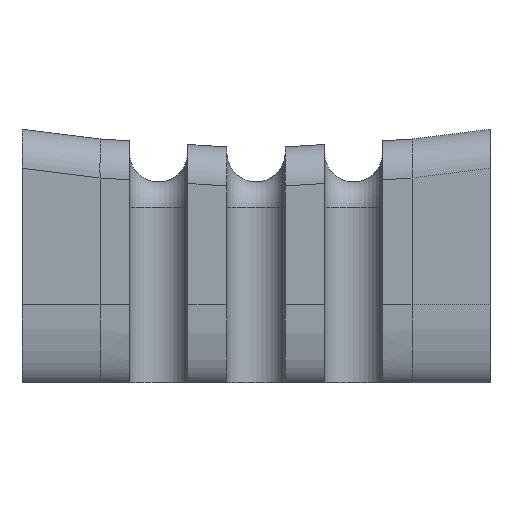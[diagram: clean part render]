
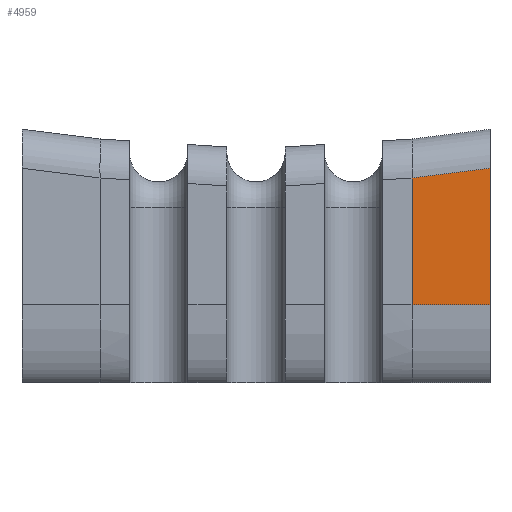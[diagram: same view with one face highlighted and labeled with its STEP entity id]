
A CAD part, front view. The second image highlights one B-rep face of the part: STEP entity #4959.
In plain terms, the highlighted free-form (B-spline) face has degree [1, 1] with [2, 2] control points.
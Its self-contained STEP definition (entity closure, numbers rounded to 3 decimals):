
#1042 = PLANE('',#1043);
#1043 = AXIS2_PLACEMENT_3D('',#1044,#1045,#1046);
#1044 = CARTESIAN_POINT('',(-6.,-18.953,10.177));
#1045 = DIRECTION('',(1.,0.,0.));
#1046 = DIRECTION('',(0.,1.,0.));
#2604 = VERTEX_POINT('',#2605);
#2605 = CARTESIAN_POINT('',(-6.,-31.2,4.));
#2624 = B_SPLINE_SURFACE_WITH_KNOTS('',8,1,(
    (#2625,#2626)
    ,(#2627,#2628)
    ,(#2629,#2630)
    ,(#2631,#2632)
    ,(#2633,#2634)
    ,(#2635,#2636)
    ,(#2637,#2638)
    ,(#2639,#2640)
    ,(#2641,#2642
    )),.UNSPECIFIED.,.F.,.F.,.F.,(9,9),(2,2),(0.,1.571),(0.,1.)
  ,.PIECEWISE_BEZIER_KNOTS.);
#2625 = CARTESIAN_POINT('',(-10.,-30.,0.));
#2626 = CARTESIAN_POINT('',(-6.,-30.,0.));
#2627 = CARTESIAN_POINT('',(-10.,-30.236,0.));
#2628 = CARTESIAN_POINT('',(-6.,-30.236,0.));
#2629 = CARTESIAN_POINT('',(-10.,-30.471,0.176));
#2630 = CARTESIAN_POINT('',(-6.,-30.471,0.176));
#2631 = CARTESIAN_POINT('',(-10.,-30.693,0.529));
#2632 = CARTESIAN_POINT('',(-6.,-30.693,0.529));
#2633 = CARTESIAN_POINT('',(-10.,-30.887,1.043));
#2634 = CARTESIAN_POINT('',(-6.,-30.887,1.043));
#2635 = CARTESIAN_POINT('',(-10.,-31.041,1.69));
#2636 = CARTESIAN_POINT('',(-6.,-31.041,1.69));
#2637 = CARTESIAN_POINT('',(-10.,-31.147,2.429));
#2638 = CARTESIAN_POINT('',(-6.,-31.147,2.429));
#2639 = CARTESIAN_POINT('',(-10.,-31.2,3.215));
#2640 = CARTESIAN_POINT('',(-6.,-31.2,3.215));
#2641 = CARTESIAN_POINT('',(-10.,-31.2,4.));
#2642 = CARTESIAN_POINT('',(-6.,-31.2,4.));
#2650 = EDGE_CURVE('',#2604,#2651,#2653,.T.);
#2651 = VERTEX_POINT('',#2652);
#2652 = CARTESIAN_POINT('',(-6.,-31.2,11.));
#2653 = SURFACE_CURVE('',#2654,(#2658,#2665),.PCURVE_S1.);
#2654 = LINE('',#2655,#2656);
#2655 = CARTESIAN_POINT('',(-6.,-31.2,4.));
#2656 = VECTOR('',#2657,1.);
#2657 = DIRECTION('',(0.,0.,1.));
#2658 = PCURVE('',#1042,#2659);
#2659 = DEFINITIONAL_REPRESENTATION('',(#2660),#2664);
#2660 = LINE('',#2661,#2662);
#2661 = CARTESIAN_POINT('',(-12.247,-6.177));
#2662 = VECTOR('',#2663,1.);
#2663 = DIRECTION('',(-0.,1.));
#2664 = ( GEOMETRIC_REPRESENTATION_CONTEXT(2) 
PARAMETRIC_REPRESENTATION_CONTEXT() REPRESENTATION_CONTEXT('2D SPACE',''
  ) );
#2665 = PCURVE('',#2666,#2671);
#2666 = B_SPLINE_SURFACE_WITH_KNOTS('',1,1,(
    (#2667,#2668)
    ,(#2669,#2670
    )),.UNSPECIFIED.,.F.,.F.,.F.,(2,2),(2,2),(0.,7.),(0.,1.),
  .PIECEWISE_BEZIER_KNOTS.);
#2667 = CARTESIAN_POINT('',(-10.,-31.2,4.));
#2668 = CARTESIAN_POINT('',(-6.,-31.2,4.));
#2669 = CARTESIAN_POINT('',(-10.,-31.2,10.5));
#2670 = CARTESIAN_POINT('',(-6.,-31.2,11.));
#2671 = DEFINITIONAL_REPRESENTATION('',(#2672),#2676);
#2672 = LINE('',#2673,#2674);
#2673 = CARTESIAN_POINT('',(0.,1.));
#2674 = VECTOR('',#2675,1.);
#2675 = DIRECTION('',(1.,0.));
#2676 = ( GEOMETRIC_REPRESENTATION_CONTEXT(2) 
PARAMETRIC_REPRESENTATION_CONTEXT() REPRESENTATION_CONTEXT('2D SPACE',''
  ) );
#2699 = B_SPLINE_SURFACE_WITH_KNOTS('',8,1,(
    (#2700,#2701)
    ,(#2702,#2703)
    ,(#2704,#2705)
    ,(#2706,#2707)
    ,(#2708,#2709)
    ,(#2710,#2711)
    ,(#2712,#2713)
    ,(#2714,#2715)
    ,(#2716,#2717
    )),.UNSPECIFIED.,.F.,.F.,.F.,(9,9),(2,2),(0.,1.571),(0.,1.)
  ,.PIECEWISE_BEZIER_KNOTS.);
#2700 = CARTESIAN_POINT('',(-10.,-31.2,10.5));
#2701 = CARTESIAN_POINT('',(-6.,-31.2,11.));
#2702 = CARTESIAN_POINT('',(-10.,-31.2,10.893));
#2703 = CARTESIAN_POINT('',(-6.,-31.2,11.393));
#2704 = CARTESIAN_POINT('',(-10.,-31.112,11.285));
#2705 = CARTESIAN_POINT('',(-6.,-31.112,11.785));
#2706 = CARTESIAN_POINT('',(-10.,-30.936,11.655));
#2707 = CARTESIAN_POINT('',(-6.,-30.936,12.155));
#2708 = CARTESIAN_POINT('',(-10.,-30.679,11.979));
#2709 = CARTESIAN_POINT('',(-6.,-30.679,12.479));
#2710 = CARTESIAN_POINT('',(-10.,-30.355,12.236));
#2711 = CARTESIAN_POINT('',(-6.,-30.355,12.736));
#2712 = CARTESIAN_POINT('',(-10.,-29.985,12.412));
#2713 = CARTESIAN_POINT('',(-6.,-29.985,12.912));
#2714 = CARTESIAN_POINT('',(-10.,-29.593,12.5));
#2715 = CARTESIAN_POINT('',(-6.,-29.593,13.));
#2716 = CARTESIAN_POINT('',(-10.,-29.2,12.5));
#2717 = CARTESIAN_POINT('',(-6.,-29.2,13.));
#4915 = VERTEX_POINT('',#4916);
#4916 = CARTESIAN_POINT('',(-10.,-31.2,4.));
#4938 = EDGE_CURVE('',#4915,#2604,#4939,.T.);
#4939 = SURFACE_CURVE('',#4940,(#4943,#4950),.PCURVE_S1.);
#4940 = B_SPLINE_CURVE_WITH_KNOTS('',1,(#4941,#4942),.UNSPECIFIED.,.F.,
  .F.,(2,2),(0.,1.),.PIECEWISE_BEZIER_KNOTS.);
#4941 = CARTESIAN_POINT('',(-10.,-31.2,4.));
#4942 = CARTESIAN_POINT('',(-6.,-31.2,4.));
#4943 = PCURVE('',#2624,#4944);
#4944 = DEFINITIONAL_REPRESENTATION('',(#4945),#4949);
#4945 = LINE('',#4946,#4947);
#4946 = CARTESIAN_POINT('',(1.571,0.));
#4947 = VECTOR('',#4948,1.);
#4948 = DIRECTION('',(0.,1.));
#4949 = ( GEOMETRIC_REPRESENTATION_CONTEXT(2) 
PARAMETRIC_REPRESENTATION_CONTEXT() REPRESENTATION_CONTEXT('2D SPACE',''
  ) );
#4950 = PCURVE('',#2666,#4951);
#4951 = DEFINITIONAL_REPRESENTATION('',(#4952),#4956);
#4952 = LINE('',#4953,#4954);
#4953 = CARTESIAN_POINT('',(0.,0.));
#4954 = VECTOR('',#4955,1.);
#4955 = DIRECTION('',(0.,1.));
#4956 = ( GEOMETRIC_REPRESENTATION_CONTEXT(2) 
PARAMETRIC_REPRESENTATION_CONTEXT() REPRESENTATION_CONTEXT('2D SPACE',''
  ) );
#4959 = ADVANCED_FACE('',(#4960),#2666,.F.);
#4960 = FACE_BOUND('',#4961,.F.);
#4961 = EDGE_LOOP('',(#4962,#4989,#5009,#5010));
#4962 = ORIENTED_EDGE('',*,*,#4963,.T.);
#4963 = EDGE_CURVE('',#4915,#4964,#4966,.T.);
#4964 = VERTEX_POINT('',#4965);
#4965 = CARTESIAN_POINT('',(-10.,-31.2,10.5));
#4966 = SURFACE_CURVE('',#4967,(#4971,#4977),.PCURVE_S1.);
#4967 = LINE('',#4968,#4969);
#4968 = CARTESIAN_POINT('',(-10.,-31.2,4.));
#4969 = VECTOR('',#4970,1.);
#4970 = DIRECTION('',(0.,0.,1.));
#4971 = PCURVE('',#2666,#4972);
#4972 = DEFINITIONAL_REPRESENTATION('',(#4973),#4976);
#4973 = B_SPLINE_CURVE_WITH_KNOTS('',1,(#4974,#4975),.UNSPECIFIED.,.F.,
  .F.,(2,2),(0.,6.5),.PIECEWISE_BEZIER_KNOTS.);
#4974 = CARTESIAN_POINT('',(0.,0.));
#4975 = CARTESIAN_POINT('',(7.,0.));
#4976 = ( GEOMETRIC_REPRESENTATION_CONTEXT(2) 
PARAMETRIC_REPRESENTATION_CONTEXT() REPRESENTATION_CONTEXT('2D SPACE',''
  ) );
#4977 = PCURVE('',#4978,#4983);
#4978 = B_SPLINE_SURFACE_WITH_KNOTS('',1,1,(
    (#4979,#4980)
    ,(#4981,#4982
    )),.UNSPECIFIED.,.F.,.F.,.F.,(2,2),(2,2),(0.,6.5),(0.,1.),
  .PIECEWISE_BEZIER_KNOTS.);
#4979 = CARTESIAN_POINT('',(-18.,-31.2,4.));
#4980 = CARTESIAN_POINT('',(-10.,-31.2,4.));
#4981 = CARTESIAN_POINT('',(-18.,-31.2,10.));
#4982 = CARTESIAN_POINT('',(-10.,-31.2,10.5));
#4983 = DEFINITIONAL_REPRESENTATION('',(#4984),#4988);
#4984 = LINE('',#4985,#4986);
#4985 = CARTESIAN_POINT('',(0.,1.));
#4986 = VECTOR('',#4987,1.);
#4987 = DIRECTION('',(1.,0.));
#4988 = ( GEOMETRIC_REPRESENTATION_CONTEXT(2) 
PARAMETRIC_REPRESENTATION_CONTEXT() REPRESENTATION_CONTEXT('2D SPACE',''
  ) );
#4989 = ORIENTED_EDGE('',*,*,#4990,.T.);
#4990 = EDGE_CURVE('',#4964,#2651,#4991,.T.);
#4991 = SURFACE_CURVE('',#4992,(#4995,#5002),.PCURVE_S1.);
#4992 = B_SPLINE_CURVE_WITH_KNOTS('',1,(#4993,#4994),.UNSPECIFIED.,.F.,
  .F.,(2,2),(0.,1.),.PIECEWISE_BEZIER_KNOTS.);
#4993 = CARTESIAN_POINT('',(-10.,-31.2,10.5));
#4994 = CARTESIAN_POINT('',(-6.,-31.2,11.));
#4995 = PCURVE('',#2666,#4996);
#4996 = DEFINITIONAL_REPRESENTATION('',(#4997),#5001);
#4997 = LINE('',#4998,#4999);
#4998 = CARTESIAN_POINT('',(7.,0.));
#4999 = VECTOR('',#5000,1.);
#5000 = DIRECTION('',(0.,1.));
#5001 = ( GEOMETRIC_REPRESENTATION_CONTEXT(2) 
PARAMETRIC_REPRESENTATION_CONTEXT() REPRESENTATION_CONTEXT('2D SPACE',''
  ) );
#5002 = PCURVE('',#2699,#5003);
#5003 = DEFINITIONAL_REPRESENTATION('',(#5004),#5008);
#5004 = LINE('',#5005,#5006);
#5005 = CARTESIAN_POINT('',(0.,0.));
#5006 = VECTOR('',#5007,1.);
#5007 = DIRECTION('',(0.,1.));
#5008 = ( GEOMETRIC_REPRESENTATION_CONTEXT(2) 
PARAMETRIC_REPRESENTATION_CONTEXT() REPRESENTATION_CONTEXT('2D SPACE',''
  ) );
#5009 = ORIENTED_EDGE('',*,*,#2650,.F.);
#5010 = ORIENTED_EDGE('',*,*,#4938,.F.);
